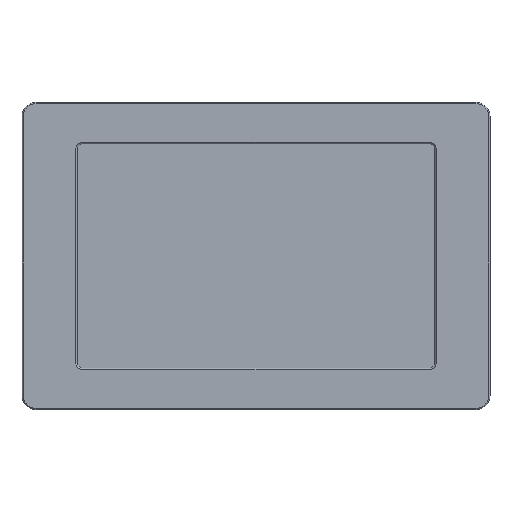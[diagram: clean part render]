
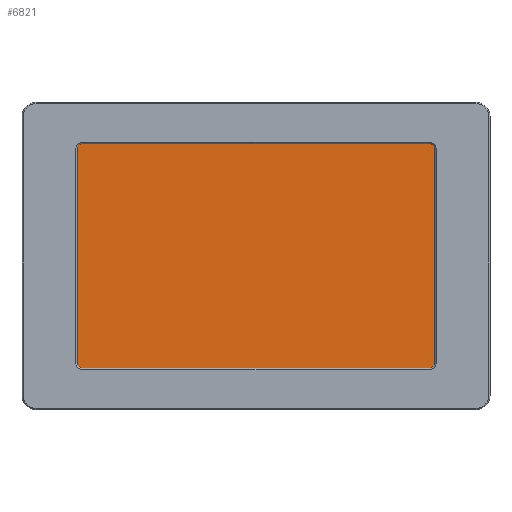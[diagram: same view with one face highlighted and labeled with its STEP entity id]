
A CAD part, top view. The second image highlights one B-rep face of the part: STEP entity #6821.
In plain terms, the highlighted planar face has unit normal (0, 0, 1).
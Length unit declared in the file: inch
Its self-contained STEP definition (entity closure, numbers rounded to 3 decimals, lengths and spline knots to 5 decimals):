
#492=LINE('',#9622,#1306);
#493=LINE('',#9626,#1307);
#494=LINE('',#9630,#1308);
#495=LINE('',#9633,#1309);
#1306=VECTOR('',#7828,0.3937);
#1307=VECTOR('',#7831,0.3937);
#1308=VECTOR('',#7834,0.3937);
#1309=VECTOR('',#7837,0.3937);
#2152=FACE_OUTER_BOUND('',#2532,.T.);
#2532=EDGE_LOOP('',(#4641,#4642,#4643,#4644,#4645,#4646,#4647,#4648));
#2964=CIRCLE('',#7254,0.1525);
#2965=CIRCLE('',#7255,0.1525);
#2966=CIRCLE('',#7256,0.1525);
#2967=CIRCLE('',#7257,0.1525);
#3089=VERTEX_POINT('',#9618);
#3090=VERTEX_POINT('',#9619);
#3091=VERTEX_POINT('',#9621);
#3092=VERTEX_POINT('',#9623);
#3093=VERTEX_POINT('',#9625);
#3094=VERTEX_POINT('',#9627);
#3095=VERTEX_POINT('',#9629);
#3096=VERTEX_POINT('',#9631);
#3702=EDGE_CURVE('',#3089,#3090,#2964,.T.);
#3703=EDGE_CURVE('',#3091,#3089,#492,.T.);
#3704=EDGE_CURVE('',#3092,#3091,#2965,.T.);
#3705=EDGE_CURVE('',#3093,#3092,#493,.T.);
#3706=EDGE_CURVE('',#3094,#3093,#2966,.T.);
#3707=EDGE_CURVE('',#3095,#3094,#494,.T.);
#3708=EDGE_CURVE('',#3096,#3095,#2967,.T.);
#3709=EDGE_CURVE('',#3090,#3096,#495,.T.);
#4641=ORIENTED_EDGE('',*,*,#3702,.F.);
#4642=ORIENTED_EDGE('',*,*,#3703,.F.);
#4643=ORIENTED_EDGE('',*,*,#3704,.F.);
#4644=ORIENTED_EDGE('',*,*,#3705,.F.);
#4645=ORIENTED_EDGE('',*,*,#3706,.F.);
#4646=ORIENTED_EDGE('',*,*,#3707,.F.);
#4647=ORIENTED_EDGE('',*,*,#3708,.F.);
#4648=ORIENTED_EDGE('',*,*,#3709,.F.);
#6519=PLANE('',#7253);
#6821=ADVANCED_FACE('',(#2152),#6519,.T.);
#7253=AXIS2_PLACEMENT_3D('',#9617,#7824,#7825);
#7254=AXIS2_PLACEMENT_3D('',#9620,#7826,#7827);
#7255=AXIS2_PLACEMENT_3D('',#9624,#7829,#7830);
#7256=AXIS2_PLACEMENT_3D('',#9628,#7832,#7833);
#7257=AXIS2_PLACEMENT_3D('',#9632,#7835,#7836);
#7824=DIRECTION('center_axis',(0.,0.,
1.));
#7825=DIRECTION('ref_axis',(1.,0.,0.));
#7826=DIRECTION('center_axis',(0.,0.,
-1.));
#7827=DIRECTION('ref_axis',(0.,-1.,0.));
#7828=DIRECTION('',(0.,-1.,0.));
#7829=DIRECTION('center_axis',(0.,0.,
-1.));
#7830=DIRECTION('ref_axis',(1.,0.,0.));
#7831=DIRECTION('',(1.,0.,0.));
#7832=DIRECTION('center_axis',(0.,0.,
-1.));
#7833=DIRECTION('ref_axis',(0.,1.,0.));
#7834=DIRECTION('',(0.,1.,0.));
#7835=DIRECTION('center_axis',(0.,0.,
-1.));
#7836=DIRECTION('ref_axis',(-1.,0.,0.));
#7837=DIRECTION('',(-1.,0.,0.));
#9617=CARTESIAN_POINT('Origin',(11.4079,4.08439,0.625));
#9618=CARTESIAN_POINT('',(16.26243,1.2525,0.625));
#9619=CARTESIAN_POINT('',(16.10993,1.1,0.625));
#9620=CARTESIAN_POINT('Origin',(16.10993,1.2525,0.625));
#9621=CARTESIAN_POINT('',(16.26243,6.9495,0.625));
#9622=CARTESIAN_POINT('',(16.26243,5.52525,0.625));
#9623=CARTESIAN_POINT('',(16.10993,7.102,0.625));
#9624=CARTESIAN_POINT('Origin',(16.10993,6.9495,0.625));
#9625=CARTESIAN_POINT('',(6.86393,7.102,0.625));
#9626=CARTESIAN_POINT('',(9.17543,7.102,0.625));
#9627=CARTESIAN_POINT('',(6.71143,6.9495,0.625));
#9628=CARTESIAN_POINT('Origin',(6.86393,6.9495,0.625));
#9629=CARTESIAN_POINT('',(6.71143,1.2525,0.625));
#9630=CARTESIAN_POINT('',(6.71143,2.67675,0.625));
#9631=CARTESIAN_POINT('',(6.86393,1.1,0.625));
#9632=CARTESIAN_POINT('Origin',(6.86393,1.2525,0.625));
#9633=CARTESIAN_POINT('',(13.79843,1.1,0.625));
